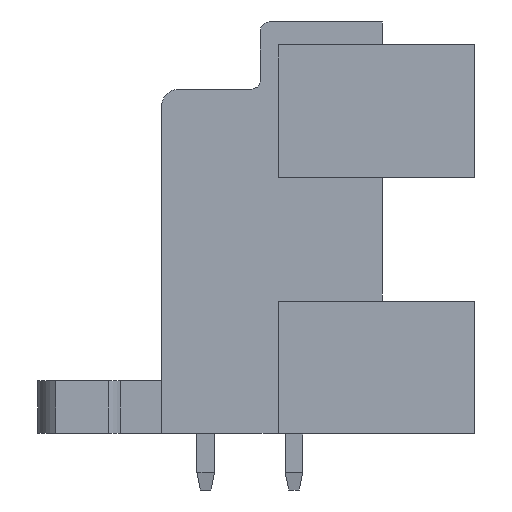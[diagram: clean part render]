
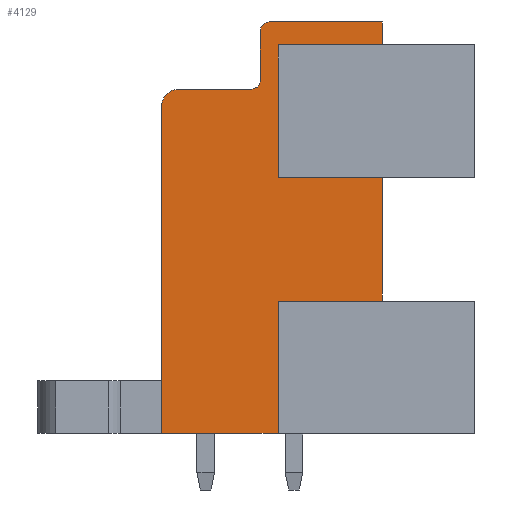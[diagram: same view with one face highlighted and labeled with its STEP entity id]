
A CAD part, left-side view. The second image highlights one B-rep face of the part: STEP entity #4129.
In plain terms, the highlighted planar face has unit normal (-1, 0, 0).
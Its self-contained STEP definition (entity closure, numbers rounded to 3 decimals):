
#2098=AXIS2_PLACEMENT_3D('Circle Axis2P3D',#2096,#2097,$) ;
#2160=AXIS2_PLACEMENT_3D('Circle Axis2P3D',#2158,#2159,$) ;
#2222=AXIS2_PLACEMENT_3D('Circle Axis2P3D',#2220,#2221,$) ;
#4100=AXIS2_PLACEMENT_3D('Plane Axis2P3D',#4097,#4098,#4099) ;
#901=CARTESIAN_POINT('Vertex',(3.5,5.2,10.7)) ;
#904=CARTESIAN_POINT('Line Origine',(3.5,8.15,10.7)) ;
#908=CARTESIAN_POINT('Vertex',(3.5,11.1,10.7)) ;
#986=CARTESIAN_POINT('Vertex',(3.5,5.2,17.7)) ;
#989=CARTESIAN_POINT('Line Origine',(3.5,5.2,14.2)) ;
#1045=CARTESIAN_POINT('Vertex',(3.5,11.1,17.7)) ;
#1048=CARTESIAN_POINT('Line Origine',(3.5,8.15,17.7)) ;
#1951=CARTESIAN_POINT('Vertex',(3.5,5.2,25.2)) ;
#1954=CARTESIAN_POINT('Line Origine',(3.5,8.15,25.2)) ;
#1958=CARTESIAN_POINT('Vertex',(3.5,11.1,25.2)) ;
#2031=CARTESIAN_POINT('Vertex',(3.5,5.2,26.5)) ;
#2034=CARTESIAN_POINT('Line Origine',(3.5,5.2,25.85)) ;
#2062=CARTESIAN_POINT('Vertex',(3.5,11.6,26.5)) ;
#2065=CARTESIAN_POINT('Line Origine',(3.5,8.4,26.5)) ;
#2093=CARTESIAN_POINT('Vertex',(3.5,12.1,26.)) ;
#2096=CARTESIAN_POINT('Axis2P3D Location',(3.5,11.6,26.)) ;
#2124=CARTESIAN_POINT('Vertex',(3.5,12.1,23.2)) ;
#2127=CARTESIAN_POINT('Line Origine',(3.5,12.1,24.6)) ;
#2155=CARTESIAN_POINT('Vertex',(3.5,12.6,22.7)) ;
#2158=CARTESIAN_POINT('Axis2P3D Location',(3.5,12.6,23.2)) ;
#2186=CARTESIAN_POINT('Vertex',(3.5,16.7,22.7)) ;
#2189=CARTESIAN_POINT('Line Origine',(3.5,14.65,22.7)) ;
#2217=CARTESIAN_POINT('Vertex',(3.5,17.7,21.7)) ;
#2220=CARTESIAN_POINT('Axis2P3D Location',(3.5,16.7,21.7)) ;
#2327=CARTESIAN_POINT('Vertex',(3.5,17.7,3.2)) ;
#2330=CARTESIAN_POINT('Line Origine',(3.5,17.7,12.45)) ;
#2426=CARTESIAN_POINT('Vertex',(3.5,11.1,3.2)) ;
#2429=CARTESIAN_POINT('Line Origine',(3.5,14.4,3.2)) ;
#4097=CARTESIAN_POINT('Axis2P3D Location',(3.5,0.,0.)) ;
#4102=CARTESIAN_POINT('Line Origine',(3.5,11.1,21.45)) ;
#4107=CARTESIAN_POINT('Line Origine',(3.5,11.1,6.95)) ;
#905=DIRECTION('Vector Direction',(0.,-1.,0.)) ;
#990=DIRECTION('Vector Direction',(0.,0.,-1.)) ;
#1049=DIRECTION('Vector Direction',(0.,1.,0.)) ;
#1955=DIRECTION('Vector Direction',(0.,-1.,0.)) ;
#2035=DIRECTION('Vector Direction',(0.,0.,-1.)) ;
#2066=DIRECTION('Vector Direction',(0.,-1.,0.)) ;
#2097=DIRECTION('Axis2P3D Direction',(-1.,0.,0.)) ;
#2128=DIRECTION('Vector Direction',(0.,0.,1.)) ;
#2159=DIRECTION('Axis2P3D Direction',(-1.,0.,0.)) ;
#2190=DIRECTION('Vector Direction',(0.,-1.,0.)) ;
#2221=DIRECTION('Axis2P3D Direction',(-1.,0.,0.)) ;
#2331=DIRECTION('Vector Direction',(0.,0.,1.)) ;
#2430=DIRECTION('Vector Direction',(0.,1.,0.)) ;
#4098=DIRECTION('Axis2P3D Direction',(-1.,0.,0.)) ;
#4099=DIRECTION('Axis2P3D XDirection',(0.,-1.,0.)) ;
#4103=DIRECTION('Vector Direction',(0.,0.,1.)) ;
#4108=DIRECTION('Vector Direction',(0.,0.,1.)) ;
#906=VECTOR('Line Direction',#905,1.) ;
#991=VECTOR('Line Direction',#990,1.) ;
#1050=VECTOR('Line Direction',#1049,1.) ;
#1956=VECTOR('Line Direction',#1955,1.) ;
#2036=VECTOR('Line Direction',#2035,1.) ;
#2067=VECTOR('Line Direction',#2066,1.) ;
#2129=VECTOR('Line Direction',#2128,1.) ;
#2191=VECTOR('Line Direction',#2190,1.) ;
#2332=VECTOR('Line Direction',#2331,1.) ;
#2431=VECTOR('Line Direction',#2430,1.) ;
#4104=VECTOR('Line Direction',#4103,1.) ;
#4109=VECTOR('Line Direction',#4108,1.) ;
#4113=ORIENTED_EDGE('',*,*,#1052,.F.) ;
#4114=ORIENTED_EDGE('',*,*,#4106,.F.) ;
#4115=ORIENTED_EDGE('',*,*,#1960,.F.) ;
#4116=ORIENTED_EDGE('',*,*,#2038,.T.) ;
#4117=ORIENTED_EDGE('',*,*,#2069,.T.) ;
#4118=ORIENTED_EDGE('',*,*,#2100,.T.) ;
#4119=ORIENTED_EDGE('',*,*,#2131,.T.) ;
#4120=ORIENTED_EDGE('',*,*,#2162,.T.) ;
#4121=ORIENTED_EDGE('',*,*,#2193,.T.) ;
#4122=ORIENTED_EDGE('',*,*,#2224,.T.) ;
#4123=ORIENTED_EDGE('',*,*,#2334,.T.) ;
#4124=ORIENTED_EDGE('',*,*,#2433,.T.) ;
#4125=ORIENTED_EDGE('',*,*,#4111,.F.) ;
#4126=ORIENTED_EDGE('',*,*,#910,.F.) ;
#4127=ORIENTED_EDGE('',*,*,#993,.T.) ;
#4129=ADVANCED_FACE('Housing',(#4128),#4101,.T.) ;
#2099=CIRCLE('generated circle',#2098,0.5) ;
#2161=CIRCLE('generated circle',#2160,0.5) ;
#2223=CIRCLE('generated circle',#2222,1.) ;
#910=EDGE_CURVE('',#902,#909,#907,.F.) ;
#993=EDGE_CURVE('',#902,#987,#992,.F.) ;
#1052=EDGE_CURVE('',#1046,#987,#1051,.F.) ;
#1960=EDGE_CURVE('',#1952,#1959,#1957,.F.) ;
#2038=EDGE_CURVE('',#1952,#2032,#2037,.F.) ;
#2069=EDGE_CURVE('',#2032,#2063,#2068,.F.) ;
#2100=EDGE_CURVE('',#2063,#2094,#2099,.T.) ;
#2131=EDGE_CURVE('',#2094,#2125,#2130,.F.) ;
#2162=EDGE_CURVE('',#2125,#2156,#2161,.F.) ;
#2193=EDGE_CURVE('',#2156,#2187,#2192,.F.) ;
#2224=EDGE_CURVE('',#2187,#2218,#2223,.T.) ;
#2334=EDGE_CURVE('',#2218,#2328,#2333,.F.) ;
#2433=EDGE_CURVE('',#2328,#2427,#2432,.F.) ;
#4106=EDGE_CURVE('',#1959,#1046,#4105,.F.) ;
#4111=EDGE_CURVE('',#909,#2427,#4110,.F.) ;
#4112=EDGE_LOOP('',(#4113,#4114,#4115,#4116,#4117,#4118,#4119,#4120,#4121,#4122,#4123,#4124,#4125,#4126,#4127)) ;
#4128=FACE_OUTER_BOUND('',#4112,.T.) ;
#907=LINE('Line',#904,#906) ;
#992=LINE('Line',#989,#991) ;
#1051=LINE('Line',#1048,#1050) ;
#1957=LINE('Line',#1954,#1956) ;
#2037=LINE('Line',#2034,#2036) ;
#2068=LINE('Line',#2065,#2067) ;
#2130=LINE('Line',#2127,#2129) ;
#2192=LINE('Line',#2189,#2191) ;
#2333=LINE('Line',#2330,#2332) ;
#2432=LINE('Line',#2429,#2431) ;
#4105=LINE('Line',#4102,#4104) ;
#4110=LINE('Line',#4107,#4109) ;
#4101=PLANE('',#4100) ;
#902=VERTEX_POINT('',#901) ;
#909=VERTEX_POINT('',#908) ;
#987=VERTEX_POINT('',#986) ;
#1046=VERTEX_POINT('',#1045) ;
#1952=VERTEX_POINT('',#1951) ;
#1959=VERTEX_POINT('',#1958) ;
#2032=VERTEX_POINT('',#2031) ;
#2063=VERTEX_POINT('',#2062) ;
#2094=VERTEX_POINT('',#2093) ;
#2125=VERTEX_POINT('',#2124) ;
#2156=VERTEX_POINT('',#2155) ;
#2187=VERTEX_POINT('',#2186) ;
#2218=VERTEX_POINT('',#2217) ;
#2328=VERTEX_POINT('',#2327) ;
#2427=VERTEX_POINT('',#2426) ;
